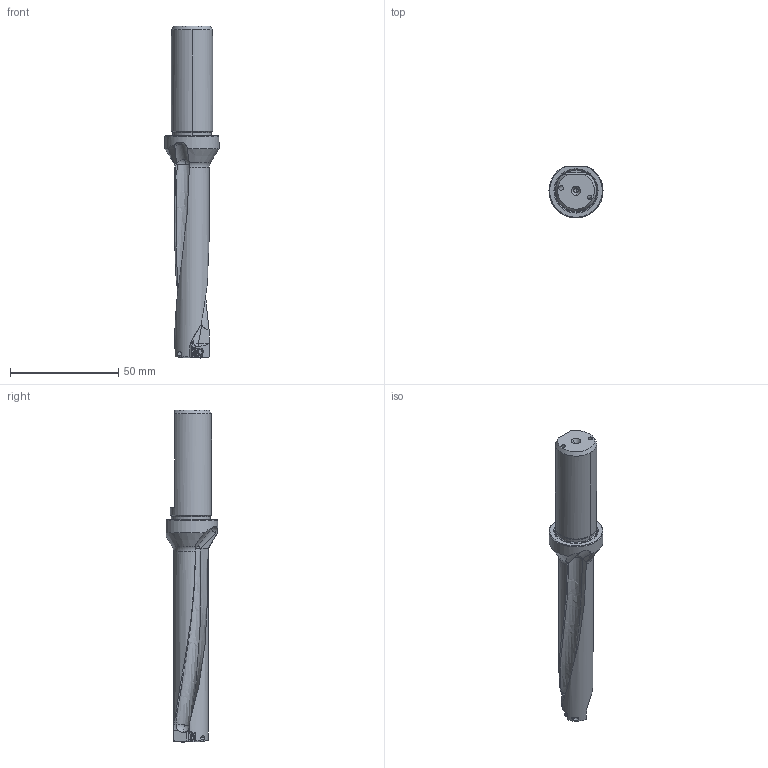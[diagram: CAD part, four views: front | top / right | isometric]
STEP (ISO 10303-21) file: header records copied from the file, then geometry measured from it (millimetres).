
FILE_DESCRIPTION((''),'2;1');
FILE_NAME('MVX0656X5F075_ASM','2023-07-19T11:05:28',('tlyae014'),('PTC Japan'),'CREO PARAMETRIC BY PTC INC, 2021424','CREO PARAMETRIC BY PTC INC, 2021424','');
FILE_SCHEMA(('AUTOMOTIVE_DESIGN { 1 0 10303 214 1 1 1 1 }'));
Length unit declared in the file: millimetre
Products named in the file (4): MVX0656X5F075; TPS20-1_2; TPS20-1_1; MVX0656X5F075_ASM
Assembly tree (3 placements, depth 2):
  MVX0656X5F075_ASM
    MVX0656X5F075
    TPS20-1_2
    TPS20-1_1
Bounding box: 25 x 24 x 153.64 mm (x, y, z)
Volume: 27148.9 mm3; surface area: 12299.5 mm2
Topology: 3 solids, 3 shells, 291 faces, 838 edges, 538 vertices
Faces by surface type: cylinder 124, plane 85, cone 32, torus 22, sphere 16, bspline 10, extrusion 2
Entity records: 16920 total; most frequent: CARTESIAN_POINT 4835, ORIENTED_EDGE 1640, DIRECTION 1438, PRESENTATION_STYLE_ASSIGNMENT 1121, STYLED_ITEM 1121, CURVE_STYLE 827, EDGE_CURVE 820, AXIS2_PLACEMENT_3D 567
